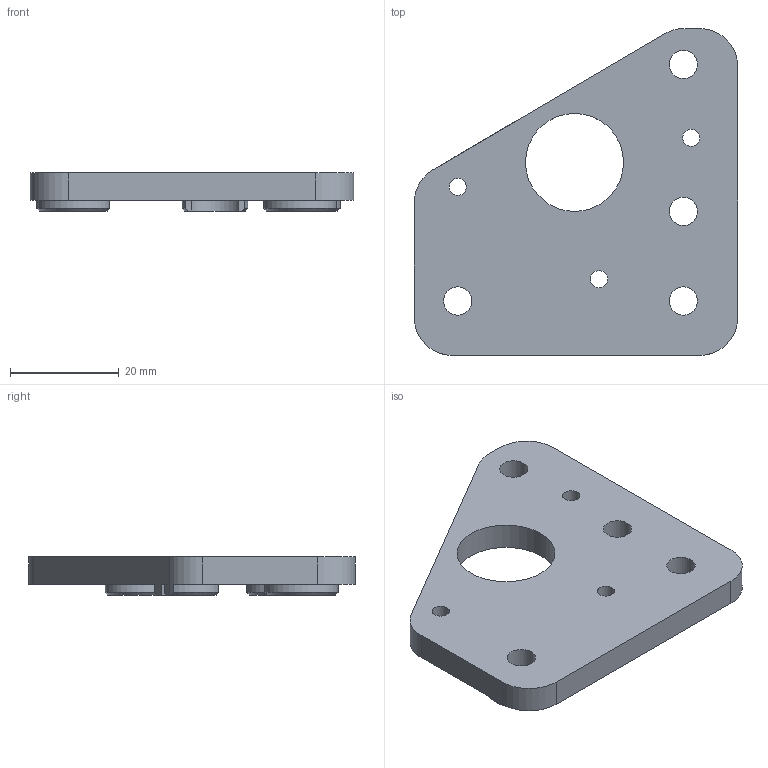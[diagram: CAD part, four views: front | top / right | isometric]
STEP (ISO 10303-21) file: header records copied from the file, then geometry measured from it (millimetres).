
FILE_DESCRIPTION(/* description */ ('STEP AP242','CAx-IF Rec.Pracs.---Representation and Presentation of Product Manufacturing Information (PMI)---4.0---2014-10-13','CAx-IF Rec.Pracs.---3D Tessellated Geometry---0.4---2014-09-14','2;1'),/* implementation_level */ '2;1');
FILE_NAME(/* name */ 'Motor Mounts - Right Motor Mount Top',/* time_stamp */ '2025-04-21T01:16:03Z',/* author */ (''),/* organization */ (''),/* preprocessor_version */ 'ST-DEVELOPER v20',/* originating_system */ 'ONSHAPE BY PTC INC, 1.196',/* authorisation */ ' ');
FILE_SCHEMA (('AP242_MANAGED_MODEL_BASED_3D_ENGINEERING_MIM_LF { 1 0 10303 442 1 1 4 }'));
Length unit declared in the file: metre
Products named in the file (1): Right Motor Mount Top
Bounding box: 59.45 x 60.05 x 7 mm (x, y, z)
Volume: 12822 mm3; surface area: 7416.8 mm2
Topology: 1 solids, 1 shells, 59 faces, 153 edges, 102 vertices
Faces by surface type: cylinder 27, plane 25, cone 7
Full cylindrical faces by diameter (mm): 3.15 x3, 5.2 x4, 10.1 x1, 12.1 x1, 18 x1
Entity records: 1831 total; most frequent: CARTESIAN_POINT 338, DIRECTION 311, ORIENTED_EDGE 282, EDGE_CURVE 141, AXIS2_PLACEMENT_3D 122, VERTEX_POINT 101, EDGE_LOOP 92, FACE_BOUND 92
